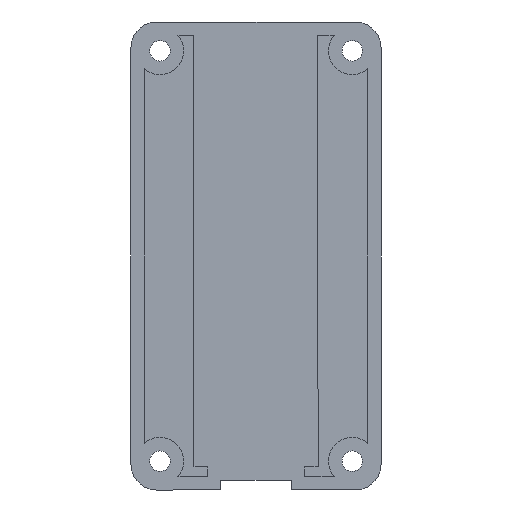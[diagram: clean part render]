
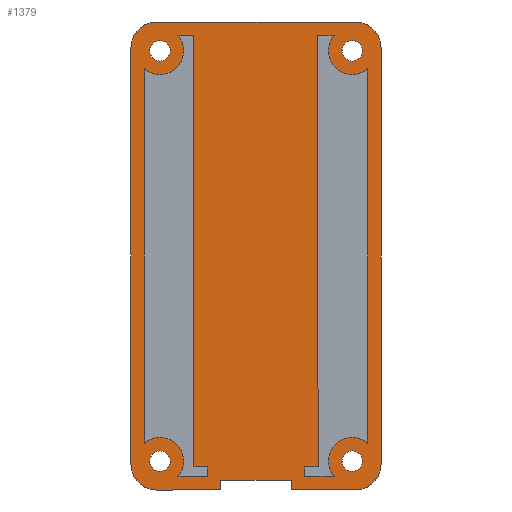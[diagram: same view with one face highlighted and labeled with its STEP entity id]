
A CAD part, front view. The second image highlights one B-rep face of the part: STEP entity #1379.
In plain terms, the highlighted face is planar.
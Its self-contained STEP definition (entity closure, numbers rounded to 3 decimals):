
#29=FACE_BOUND('',#239,.T.);
#30=FACE_BOUND('',#240,.T.);
#31=FACE_BOUND('',#241,.T.);
#32=FACE_BOUND('',#242,.T.);
#33=FACE_BOUND('',#243,.T.);
#34=FACE_BOUND('',#244,.T.);
#55=CIRCLE('',#1413,4.);
#56=CIRCLE('',#1416,4.);
#57=CIRCLE('',#1419,4.);
#58=CIRCLE('',#1422,4.);
#65=CIRCLE('',#1474,3.7);
#67=CIRCLE('',#1477,3.7);
#68=CIRCLE('',#1479,3.7);
#69=CIRCLE('',#1481,3.7);
#71=CIRCLE('',#1487,1.6);
#72=CIRCLE('',#1489,1.6);
#73=CIRCLE('',#1491,1.6);
#74=CIRCLE('',#1493,1.6);
#153=FACE_OUTER_BOUND('',#238,.T.);
#238=EDGE_LOOP('',(#1214,#1215,#1216,#1217,#1218,#1219,#1220,#1221,#1222,
#1223,#1224,#1225));
#239=EDGE_LOOP('',(#1226,#1227,#1228,#1229,#1230,#1231,#1232,#1233));
#240=EDGE_LOOP('',(#1234,#1235,#1236,#1237,#1238,#1239,#1240,#1241));
#241=EDGE_LOOP('',(#1242));
#242=EDGE_LOOP('',(#1243));
#243=EDGE_LOOP('',(#1244));
#244=EDGE_LOOP('',(#1245));
#268=LINE('',#1938,#427);
#271=LINE('',#1946,#430);
#274=LINE('',#1954,#433);
#277=LINE('',#1962,#436);
#280=LINE('',#1968,#439);
#356=LINE('',#2136,#515);
#362=LINE('',#2148,#521);
#364=LINE('',#2153,#523);
#368=LINE('',#2160,#527);
#373=LINE('',#2175,#532);
#378=LINE('',#2185,#537);
#381=LINE('',#2191,#540);
#383=LINE('',#2196,#542);
#388=LINE('',#2206,#547);
#390=LINE('',#2211,#549);
#393=LINE('',#2225,#552);
#394=LINE('',#2227,#553);
#399=LINE('',#2247,#558);
#401=LINE('',#2251,#560);
#403=LINE('',#2254,#562);
#427=VECTOR('',#1566,10.);
#430=VECTOR('',#1575,10.);
#433=VECTOR('',#1584,10.);
#436=VECTOR('',#1593,10.);
#439=VECTOR('',#1598,10.);
#515=VECTOR('',#1746,10.);
#521=VECTOR('',#1754,10.);
#523=VECTOR('',#1758,10.);
#527=VECTOR('',#1764,10.);
#532=VECTOR('',#1777,10.);
#537=VECTOR('',#1784,10.);
#540=VECTOR('',#1789,10.);
#542=VECTOR('',#1793,10.);
#547=VECTOR('',#1800,10.);
#549=VECTOR('',#1804,10.);
#552=VECTOR('',#1829,10.);
#553=VECTOR('',#1832,10.);
#558=VECTOR('',#1857,10.);
#560=VECTOR('',#1861,10.);
#562=VECTOR('',#1865,10.);
#583=VERTEX_POINT('',#1930);
#584=VERTEX_POINT('',#1932);
#585=VERTEX_POINT('',#1936);
#586=VERTEX_POINT('',#1940);
#587=VERTEX_POINT('',#1944);
#588=VERTEX_POINT('',#1948);
#589=VERTEX_POINT('',#1952);
#590=VERTEX_POINT('',#1956);
#591=VERTEX_POINT('',#1960);
#593=VERTEX_POINT('',#1966);
#648=VERTEX_POINT('',#2133);
#649=VERTEX_POINT('',#2135);
#652=VERTEX_POINT('',#2142);
#654=VERTEX_POINT('',#2146);
#655=VERTEX_POINT('',#2150);
#658=VERTEX_POINT('',#2157);
#664=VERTEX_POINT('',#2174);
#665=VERTEX_POINT('',#2178);
#668=VERTEX_POINT('',#2183);
#670=VERTEX_POINT('',#2189);
#671=VERTEX_POINT('',#2193);
#672=VERTEX_POINT('',#2195);
#673=VERTEX_POINT('',#2199);
#676=VERTEX_POINT('',#2204);
#677=VERTEX_POINT('',#2208);
#678=VERTEX_POINT('',#2210);
#679=VERTEX_POINT('',#2230);
#680=VERTEX_POINT('',#2234);
#681=VERTEX_POINT('',#2238);
#682=VERTEX_POINT('',#2242);
#683=VERTEX_POINT('',#2246);
#684=VERTEX_POINT('',#2250);
#714=EDGE_CURVE('',#583,#584,#55,.T.);
#717=EDGE_CURVE('',#583,#585,#268,.T.);
#719=EDGE_CURVE('',#586,#585,#56,.T.);
#721=EDGE_CURVE('',#586,#587,#271,.T.);
#723=EDGE_CURVE('',#588,#587,#57,.T.);
#725=EDGE_CURVE('',#588,#589,#274,.T.);
#727=EDGE_CURVE('',#590,#589,#58,.T.);
#729=EDGE_CURVE('',#590,#591,#277,.T.);
#732=EDGE_CURVE('',#591,#593,#280,.T.);
#812=EDGE_CURVE('',#649,#648,#356,.T.);
#818=EDGE_CURVE('',#652,#654,#362,.T.);
#820=EDGE_CURVE('',#654,#655,#364,.T.);
#824=EDGE_CURVE('',#658,#649,#368,.T.);
#831=EDGE_CURVE('',#664,#658,#373,.T.);
#836=EDGE_CURVE('',#665,#668,#378,.T.);
#839=EDGE_CURVE('',#655,#670,#381,.T.);
#841=EDGE_CURVE('',#672,#671,#383,.T.);
#846=EDGE_CURVE('',#673,#676,#388,.T.);
#848=EDGE_CURVE('',#678,#677,#390,.T.);
#850=EDGE_CURVE('',#677,#672,#65,.T.);
#852=EDGE_CURVE('',#668,#673,#67,.T.);
#853=EDGE_CURVE('',#671,#664,#68,.T.);
#854=EDGE_CURVE('',#670,#665,#69,.T.);
#857=EDGE_CURVE('',#676,#652,#393,.T.);
#858=EDGE_CURVE('',#648,#678,#394,.T.);
#859=EDGE_CURVE('',#679,#679,#71,.T.);
#861=EDGE_CURVE('',#680,#680,#72,.T.);
#863=EDGE_CURVE('',#681,#681,#73,.T.);
#865=EDGE_CURVE('',#682,#682,#74,.T.);
#867=EDGE_CURVE('',#683,#584,#399,.T.);
#869=EDGE_CURVE('',#684,#683,#401,.T.);
#871=EDGE_CURVE('',#593,#684,#403,.T.);
#1214=ORIENTED_EDGE('',*,*,#719,.F.);
#1215=ORIENTED_EDGE('',*,*,#721,.T.);
#1216=ORIENTED_EDGE('',*,*,#723,.F.);
#1217=ORIENTED_EDGE('',*,*,#725,.T.);
#1218=ORIENTED_EDGE('',*,*,#727,.F.);
#1219=ORIENTED_EDGE('',*,*,#729,.T.);
#1220=ORIENTED_EDGE('',*,*,#732,.T.);
#1221=ORIENTED_EDGE('',*,*,#871,.T.);
#1222=ORIENTED_EDGE('',*,*,#869,.T.);
#1223=ORIENTED_EDGE('',*,*,#867,.T.);
#1224=ORIENTED_EDGE('',*,*,#714,.F.);
#1225=ORIENTED_EDGE('',*,*,#717,.T.);
#1226=ORIENTED_EDGE('',*,*,#858,.T.);
#1227=ORIENTED_EDGE('',*,*,#848,.T.);
#1228=ORIENTED_EDGE('',*,*,#850,.T.);
#1229=ORIENTED_EDGE('',*,*,#841,.T.);
#1230=ORIENTED_EDGE('',*,*,#853,.T.);
#1231=ORIENTED_EDGE('',*,*,#831,.T.);
#1232=ORIENTED_EDGE('',*,*,#824,.T.);
#1233=ORIENTED_EDGE('',*,*,#812,.T.);
#1234=ORIENTED_EDGE('',*,*,#818,.T.);
#1235=ORIENTED_EDGE('',*,*,#820,.T.);
#1236=ORIENTED_EDGE('',*,*,#839,.T.);
#1237=ORIENTED_EDGE('',*,*,#854,.T.);
#1238=ORIENTED_EDGE('',*,*,#836,.T.);
#1239=ORIENTED_EDGE('',*,*,#852,.T.);
#1240=ORIENTED_EDGE('',*,*,#846,.T.);
#1241=ORIENTED_EDGE('',*,*,#857,.T.);
#1242=ORIENTED_EDGE('',*,*,#865,.T.);
#1243=ORIENTED_EDGE('',*,*,#863,.T.);
#1244=ORIENTED_EDGE('',*,*,#861,.T.);
#1245=ORIENTED_EDGE('',*,*,#859,.T.);
#1304=PLANE('',#1497);
#1379=ADVANCED_FACE('',(#153,#29,#30,#31,#32,#33,#34),#1304,.T.);
#1413=AXIS2_PLACEMENT_3D('',#1933,#1560,#1561);
#1416=AXIS2_PLACEMENT_3D('',#1942,#1570,#1571);
#1419=AXIS2_PLACEMENT_3D('',#1950,#1579,#1580);
#1422=AXIS2_PLACEMENT_3D('',#1958,#1588,#1589);
#1474=AXIS2_PLACEMENT_3D('',#2214,#1808,#1809);
#1477=AXIS2_PLACEMENT_3D('',#2217,#1814,#1815);
#1479=AXIS2_PLACEMENT_3D('',#2219,#1818,#1819);
#1481=AXIS2_PLACEMENT_3D('',#2221,#1822,#1823);
#1487=AXIS2_PLACEMENT_3D('',#2231,#1837,#1838);
#1489=AXIS2_PLACEMENT_3D('',#2235,#1842,#1843);
#1491=AXIS2_PLACEMENT_3D('',#2239,#1847,#1848);
#1493=AXIS2_PLACEMENT_3D('',#2243,#1852,#1853);
#1497=AXIS2_PLACEMENT_3D('',#2255,#1866,#1867);
#1560=DIRECTION('center_axis',(0.,0.,-1.));
#1561=DIRECTION('ref_axis',(0.707,-0.707,0.));
#1566=DIRECTION('',(0.,1.,0.));
#1570=DIRECTION('center_axis',(0.,0.,-1.));
#1571=DIRECTION('ref_axis',(0.707,0.707,0.));
#1575=DIRECTION('',(-1.,0.,0.));
#1579=DIRECTION('center_axis',(0.,0.,-1.));
#1580=DIRECTION('ref_axis',(-0.707,0.707,0.));
#1584=DIRECTION('',(0.,-1.,0.));
#1588=DIRECTION('center_axis',(0.,0.,-1.));
#1589=DIRECTION('ref_axis',(-0.707,-0.707,0.));
#1593=DIRECTION('',(1.,0.,0.));
#1598=DIRECTION('',(0.,1.,0.));
#1746=DIRECTION('',(1.,0.,0.));
#1754=DIRECTION('',(1.,0.,0.));
#1758=DIRECTION('',(-0.001,1.,0.));
#1764=DIRECTION('',(0.001,-1.,0.));
#1777=DIRECTION('',(1.,0.,0.));
#1784=DIRECTION('',(0.,-1.,0.));
#1789=DIRECTION('',(1.,0.,0.));
#1793=DIRECTION('',(0.,1.,0.));
#1800=DIRECTION('',(-1.,0.,0.));
#1804=DIRECTION('',(-1.,0.,0.));
#1808=DIRECTION('center_axis',(0.,0.,1.));
#1809=DIRECTION('ref_axis',(1.,0.,0.));
#1814=DIRECTION('center_axis',(0.,0.,1.));
#1815=DIRECTION('ref_axis',(1.,0.,0.));
#1818=DIRECTION('center_axis',(0.,0.,1.));
#1819=DIRECTION('ref_axis',(1.,0.,0.));
#1822=DIRECTION('center_axis',(0.,0.,1.));
#1823=DIRECTION('ref_axis',(1.,0.,0.));
#1829=DIRECTION('',(0.,1.,0.));
#1832=DIRECTION('',(0.,-1.,0.));
#1837=DIRECTION('center_axis',(0.,0.,-1.));
#1838=DIRECTION('ref_axis',(1.,0.,0.));
#1842=DIRECTION('center_axis',(0.,0.,-1.));
#1843=DIRECTION('ref_axis',(1.,0.,0.));
#1847=DIRECTION('center_axis',(0.,0.,-1.));
#1848=DIRECTION('ref_axis',(1.,0.,0.));
#1852=DIRECTION('center_axis',(0.,0.,-1.));
#1853=DIRECTION('ref_axis',(1.,0.,0.));
#1857=DIRECTION('',(1.,0.,0.));
#1861=DIRECTION('',(0.,-1.,0.));
#1865=DIRECTION('',(1.,0.,0.));
#1866=DIRECTION('center_axis',(0.,0.,1.));
#1867=DIRECTION('ref_axis',(1.,0.,0.));
#1930=CARTESIAN_POINT('',(171.535,-118.9,4.));
#1932=CARTESIAN_POINT('',(167.535,-122.9,4.));
#1933=CARTESIAN_POINT('Origin',(167.535,-118.9,4.));
#1936=CARTESIAN_POINT('',(171.535,-53.9,4.));
#1938=CARTESIAN_POINT('',(171.535,-122.9,4.));
#1940=CARTESIAN_POINT('',(167.535,-49.9,4.));
#1942=CARTESIAN_POINT('Origin',(167.535,-53.9,4.));
#1944=CARTESIAN_POINT('',(136.535,-49.9,4.));
#1946=CARTESIAN_POINT('',(171.535,-49.9,4.));
#1948=CARTESIAN_POINT('',(132.535,-53.9,4.));
#1950=CARTESIAN_POINT('Origin',(136.535,-53.9,4.));
#1952=CARTESIAN_POINT('',(132.535,-118.9,4.));
#1954=CARTESIAN_POINT('',(132.535,-49.9,4.));
#1956=CARTESIAN_POINT('',(136.535,-122.9,4.));
#1958=CARTESIAN_POINT('Origin',(136.535,-118.9,4.));
#1960=CARTESIAN_POINT('',(146.537,-122.9,4.));
#1962=CARTESIAN_POINT('',(132.535,-122.9,4.));
#1966=CARTESIAN_POINT('',(146.537,-121.4,4.));
#1968=CARTESIAN_POINT('',(146.537,-122.9,4.));
#2133=CARTESIAN_POINT('',(144.437,-119.3,4.));
#2135=CARTESIAN_POINT('',(142.362,-119.3,4.));
#2136=CARTESIAN_POINT('',(161.722,-119.3,4.));
#2142=CARTESIAN_POINT('',(159.633,-119.3,4.));
#2146=CARTESIAN_POINT('',(161.722,-119.3,4.));
#2148=CARTESIAN_POINT('',(161.722,-119.3,4.));
#2150=CARTESIAN_POINT('',(161.632,-52.,4.));
#2153=CARTESIAN_POINT('',(161.631,-51.3,4.));
#2157=CARTESIAN_POINT('',(142.272,-52.,4.));
#2160=CARTESIAN_POINT('',(142.362,-119.3,4.));
#2174=CARTESIAN_POINT('',(139.866,-52.,4.));
#2175=CARTESIAN_POINT('',(161.785,-52.,4.));
#2178=CARTESIAN_POINT('',(169.435,-57.229,4.));
#2183=CARTESIAN_POINT('',(169.435,-115.571,4.));
#2185=CARTESIAN_POINT('',(169.435,-104.65,4.));
#2189=CARTESIAN_POINT('',(164.234,-52.,4.));
#2191=CARTESIAN_POINT('',(161.785,-52.,4.));
#2193=CARTESIAN_POINT('',(134.635,-57.203,4.));
#2195=CARTESIAN_POINT('',(134.635,-115.597,4.));
#2196=CARTESIAN_POINT('',(134.635,-68.15,4.));
#2199=CARTESIAN_POINT('',(164.234,-120.8,4.));
#2204=CARTESIAN_POINT('',(159.633,-120.8,4.));
#2206=CARTESIAN_POINT('',(154.784,-120.8,4.));
#2208=CARTESIAN_POINT('',(139.866,-120.8,4.));
#2210=CARTESIAN_POINT('',(144.437,-120.8,4.));
#2211=CARTESIAN_POINT('',(142.285,-120.8,4.));
#2214=CARTESIAN_POINT('Origin',(137.05,-118.4,4.));
#2217=CARTESIAN_POINT('Origin',(167.05,-118.4,4.));
#2219=CARTESIAN_POINT('Origin',(137.05,-54.4,4.));
#2221=CARTESIAN_POINT('Origin',(167.05,-54.4,4.));
#2225=CARTESIAN_POINT('',(159.633,-103.9,4.));
#2227=CARTESIAN_POINT('',(144.437,-104.65,4.));
#2230=CARTESIAN_POINT('',(135.45,-118.4,4.));
#2231=CARTESIAN_POINT('Origin',(137.05,-118.4,4.));
#2234=CARTESIAN_POINT('',(165.45,-118.4,4.));
#2235=CARTESIAN_POINT('Origin',(167.05,-118.4,4.));
#2238=CARTESIAN_POINT('',(135.45,-54.4,4.));
#2239=CARTESIAN_POINT('Origin',(137.05,-54.4,4.));
#2242=CARTESIAN_POINT('',(165.45,-54.4,4.));
#2243=CARTESIAN_POINT('Origin',(167.05,-54.4,4.));
#2246=CARTESIAN_POINT('',(157.533,-122.9,4.));
#2247=CARTESIAN_POINT('',(171.535,-122.9,4.));
#2250=CARTESIAN_POINT('',(157.533,-121.4,4.));
#2251=CARTESIAN_POINT('',(157.533,-122.9,4.));
#2254=CARTESIAN_POINT('',(157.533,-121.4,4.));
#2255=CARTESIAN_POINT('Origin',(152.035,-86.4,4.));
